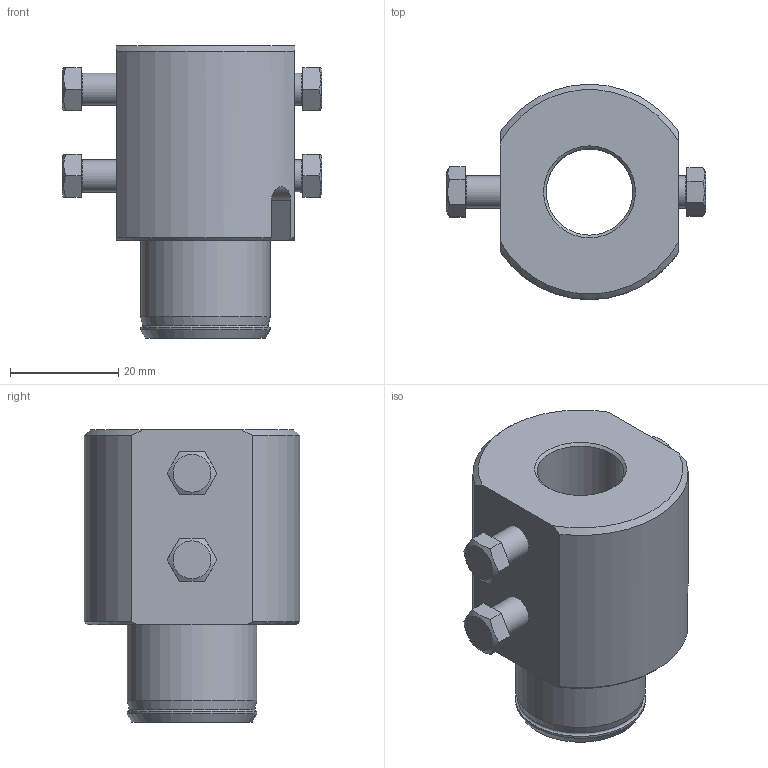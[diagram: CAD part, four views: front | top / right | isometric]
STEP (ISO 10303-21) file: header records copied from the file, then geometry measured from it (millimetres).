
FILE_DESCRIPTION(/* description */ (''),/* implementation_level */ '2;1');
FILE_NAME(/* name */ 'W9990105_stp.stp',/* time_stamp */ '2010-11-15T09:14:14+01:00',/* author */ (''),/* organization */ (''),/* preprocessor_version */ 'ST-DEVELOPER v11',/* originating_system */ 'UGS - NX 5.0',/* authorisation */ '');
FILE_SCHEMA (('AUTOMOTIVE_DESIGN { 1 0 10303 214 0 1 1 1 }'));
Length unit declared in the file: millimetre
Products named in the file (1): reic751Ewzlx
Bounding box: 48 x 39.8 x 54 mm (x, y, z)
Volume: 39102.2 mm3; surface area: 11203.5 mm2
Topology: 1 solids, 1 shells, 67 faces, 166 edges, 110 vertices
Faces by surface type: plane 40, cone 12, cylinder 10, torus 5
Full cylindrical faces by diameter (mm): 6 x4, 16 x1, 24 x2
Entity records: 1903 total; most frequent: CARTESIAN_POINT 462, DIRECTION 273, ORIENTED_EDGE 272, EDGE_CURVE 136, AXIS2_PLACEMENT_3D 104, VERTEX_POINT 99, EDGE_LOOP 97, ADVANCED_FACE 67
